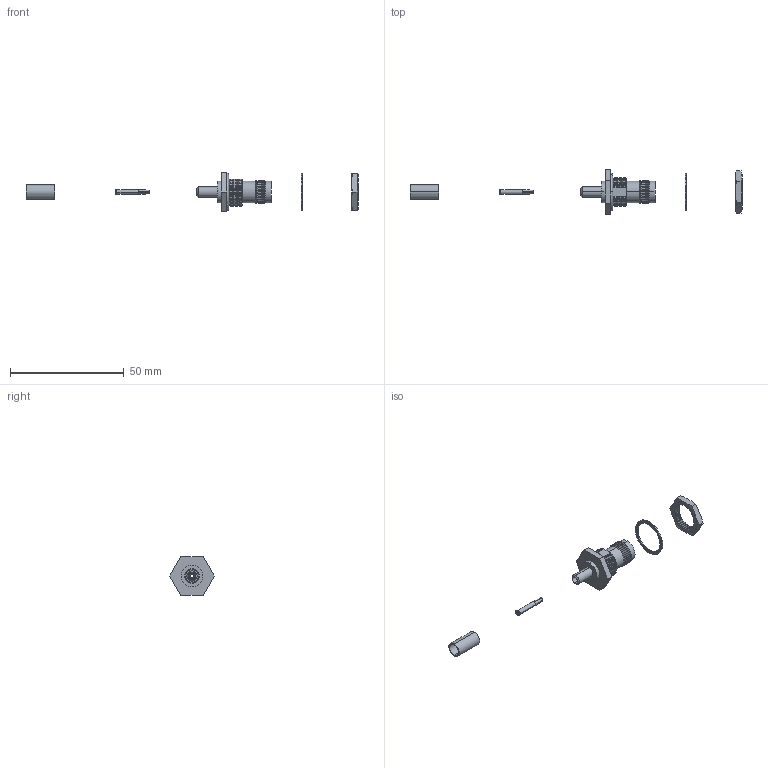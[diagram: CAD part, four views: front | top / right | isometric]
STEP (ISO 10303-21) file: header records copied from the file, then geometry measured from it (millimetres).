
FILE_DESCRIPTION (( 'STEP AP214' ), '1' );
FILE_NAME ('BAC554.STEP', '2009-04-03T12:38:11', ( ' ' ), ( ' ' ), 'SwSTEP 2.0', 'SolidWorks 2008', '' );
FILE_SCHEMA (( 'AUTOMOTIVE_DESIGN' ));
Length unit declared in the file: inch
Products named in the file (6): BAC554-MA1; BAC554; BAC554-MA3; BAC554-MA4; BAC554-MA2
Assembly tree (5 placements, depth 2):
  BAC554
    BAC554
    BAC554-MA3
    BAC554-MA4
    BAC554-MA2
    BAC554-MA1
Bounding box: 146.03 x 19.63 x 17 mm (x, y, z)
Volume: 2642.7 mm3; surface area: 4470.4 mm2
Topology: 7 solids, 7 shells, 381 faces, 902 edges, 571 vertices
Faces by surface type: plane 215, cone 110, cylinder 50, bspline 4, torus 2
Entity records: 12025 total; most frequent: CARTESIAN_POINT 2278, DIRECTION 1881, ORIENTED_EDGE 1804, EDGE_CURVE 902, AXIS2_PLACEMENT_3D 678, VERTEX_POINT 571, VECTOR 525, LINE 525
